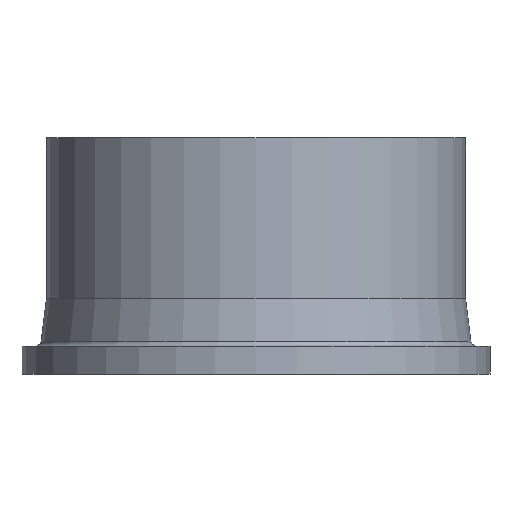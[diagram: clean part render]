
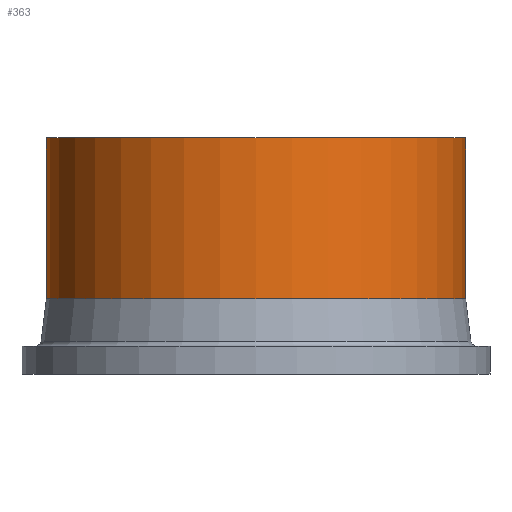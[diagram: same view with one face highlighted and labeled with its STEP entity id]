
A CAD part, front view. The second image highlights one B-rep face of the part: STEP entity #363.
In plain terms, the highlighted cylindrical face has radius 450 mm (diameter 900 mm), a partial arc.
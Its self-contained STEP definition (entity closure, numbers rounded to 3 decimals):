
#5 = ORIENTED_EDGE ( 'NONE', *, *, #62, .F. ) ;
#6 = CARTESIAN_POINT ( 'NONE',  ( -450., 0., 0. ) ) ;
#31 = CARTESIAN_POINT ( 'NONE',  ( 450., 0., 507. ) ) ;
#39 = CIRCLE ( 'NONE', #254, 450. ) ;
#44 = VERTEX_POINT ( 'NONE', #126 ) ;
#50 = VECTOR ( 'NONE', #262, 1000. ) ;
#52 = EDGE_LOOP ( 'NONE', ( #151, #104, #226, #5 ) ) ;
#59 = VECTOR ( 'NONE', #414, 1000. ) ;
#62 = EDGE_CURVE ( 'NONE', #181, #44, #89, .T. ) ;
#64 = DIRECTION ( 'NONE',  ( 0., 0., -1. ) ) ;
#80 = CARTESIAN_POINT ( 'NONE',  ( -450., 0., 507. ) ) ;
#89 = CIRCLE ( 'NONE', #134, 450. ) ;
#100 = DIRECTION ( 'NONE',  ( 0., 0., -1. ) ) ;
#103 = DIRECTION ( 'NONE',  ( -1., 0., 0. ) ) ;
#104 = ORIENTED_EDGE ( 'NONE', *, *, #287, .T. ) ;
#106 = EDGE_CURVE ( 'NONE', #346, #181, #157, .T. ) ;
#126 = CARTESIAN_POINT ( 'NONE',  ( -450., 0., 162. ) ) ;
#134 = AXIS2_PLACEMENT_3D ( 'NONE', #260, #192, #209 ) ;
#140 = FACE_OUTER_BOUND ( 'NONE', #52, .T. ) ;
#151 = ORIENTED_EDGE ( 'NONE', *, *, #106, .F. ) ;
#157 = LINE ( 'NONE', #380, #50 ) ;
#181 = VERTEX_POINT ( 'NONE', #384 ) ;
#191 = LINE ( 'NONE', #6, #59 ) ;
#192 = DIRECTION ( 'NONE',  ( 0., 0., -1. ) ) ;
#200 = VERTEX_POINT ( 'NONE', #80 ) ;
#209 = DIRECTION ( 'NONE',  ( -1., 0., 0. ) ) ;
#226 = ORIENTED_EDGE ( 'NONE', *, *, #477, .T. ) ;
#254 = AXIS2_PLACEMENT_3D ( 'NONE', #284, #64, #396 ) ;
#260 = CARTESIAN_POINT ( 'NONE',  ( 0., 0., 162. ) ) ;
#262 = DIRECTION ( 'NONE',  ( 0., 0., -1. ) ) ;
#284 = CARTESIAN_POINT ( 'NONE',  ( 0., 0., 507. ) ) ;
#287 = EDGE_CURVE ( 'NONE', #346, #200, #39, .T. ) ;
#346 = VERTEX_POINT ( 'NONE', #31 ) ;
#363 = ADVANCED_FACE ( 'NONE', ( #140 ), #439, .T. ) ;
#380 = CARTESIAN_POINT ( 'NONE',  ( 450., 0., 0. ) ) ;
#384 = CARTESIAN_POINT ( 'NONE',  ( 450., 0., 162. ) ) ;
#396 = DIRECTION ( 'NONE',  ( -1., 0., 0. ) ) ;
#400 = AXIS2_PLACEMENT_3D ( 'NONE', #442, #100, #103 ) ;
#414 = DIRECTION ( 'NONE',  ( 0., 0., -1. ) ) ;
#439 = CYLINDRICAL_SURFACE ( 'NONE', #400, 450. ) ;
#442 = CARTESIAN_POINT ( 'NONE',  ( 0., 0., 0. ) ) ;
#477 = EDGE_CURVE ( 'NONE', #200, #44, #191, .T. ) ;
